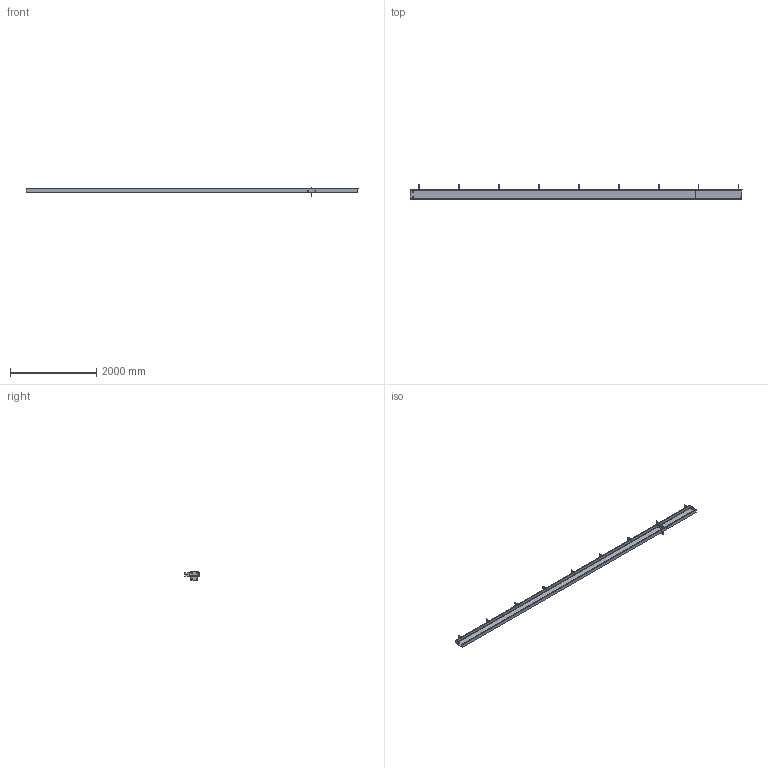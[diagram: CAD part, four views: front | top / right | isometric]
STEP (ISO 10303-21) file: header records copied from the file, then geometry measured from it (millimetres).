
FILE_DESCRIPTION (( 'STEP AP203' ), '1' );
FILE_NAME ('3982-41_REV_.step', '2026-01-19T05:52:51', ( '' ), ( '' ), 'SwSTEP 2.0', 'SolidWorks 2025', '' );
FILE_SCHEMA (( 'CONFIG_CONTROL_DESIGN' ));
Length unit declared in the file: millimetre
Products named in the file (6): 3982-41_REV_; 40-10; 30-12; 3982-42-10; 20-16; 20-22
Assembly tree (13 placements, depth 2):
  3982-41_REV_
    3982-42-10
    30-12
    40-10  x9
    20-16
    20-22
Bounding box: 7682 x 335 x 227 mm (x, y, z)
Volume: 25538388.8 mm3; surface area: 5939694.6 mm2
Topology: 13 solids, 13 shells, 176 faces, 450 edges, 300 vertices
Faces by surface type: plane 90, cylinder 86
Entity records: 3414 total; most frequent: DIRECTION 470, CARTESIAN_POINT 458, ORIENTED_EDGE 420, EDGE_CURVE 210, AXIS2_PLACEMENT_3D 168, VERTEX_POINT 140, LINE 134, VECTOR 134
